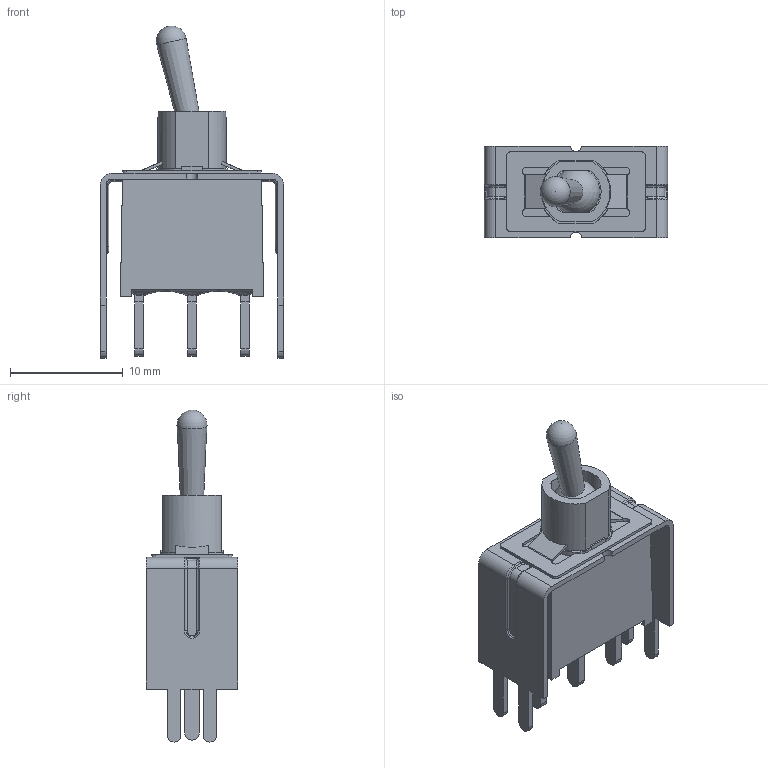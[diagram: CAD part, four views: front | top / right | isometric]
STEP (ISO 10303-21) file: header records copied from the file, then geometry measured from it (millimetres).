
FILE_DESCRIPTION((' '),'2;1');
FILE_NAME('100AWSPxT2B4VS2xE.stp','2017-07-26T14:57:10',(' '),(' '),' ','ACIS',' ');
FILE_SCHEMA(('CONFIG_CONTROL_DESIGN'));
Length unit declared in the file: inch
Products named in the file (1): 100AWSPxT2B4VS2xE.stp
Bounding box: 16.26 x 8.13 x 29.45 mm (x, y, z)
Volume: 1144.2 mm3; surface area: 1496.2 mm2
Topology: 1 solids, 1 shells, 272 faces, 745 edges, 476 vertices
Faces by surface type: plane 132, cylinder 93, torus 36, bspline 8, sphere 2, cone 1
Entity records: 9662 total; most frequent: CARTESIAN_POINT 2586, ORIENTED_EDGE 1476, DIRECTION 1474, EDGE_CURVE 738, AXIS2_PLACEMENT_3D 517, VERTEX_POINT 472, VECTOR 440, LINE 440
